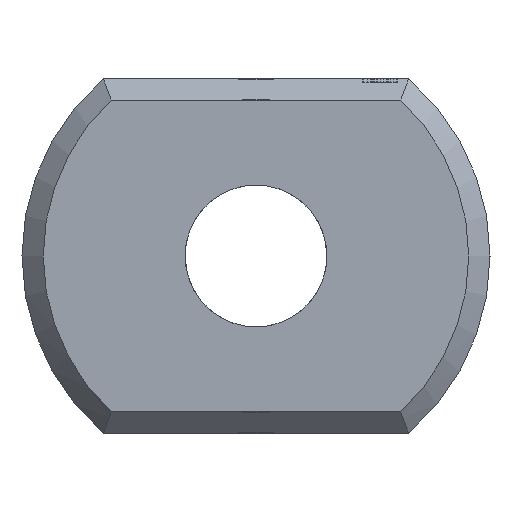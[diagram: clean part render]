
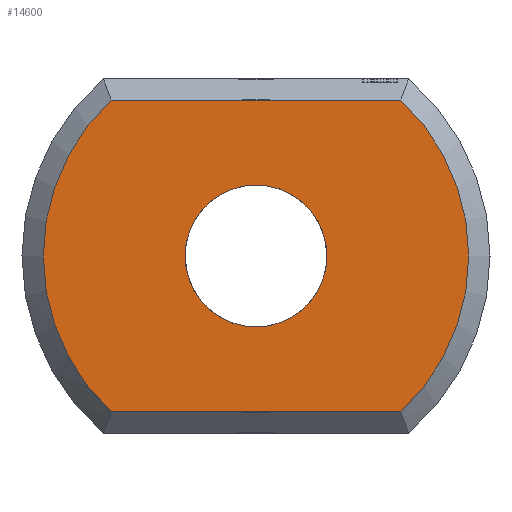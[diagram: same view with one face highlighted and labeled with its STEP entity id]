
A CAD part, left-side view. The second image highlights one B-rep face of the part: STEP entity #14600.
In plain terms, the highlighted planar face has unit normal (-1, 0, 0).
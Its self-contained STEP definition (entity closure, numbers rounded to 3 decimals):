
#3622 = VERTEX_POINT('',#3623);
#3623 = CARTESIAN_POINT('',(0.,-2.04,2.2));
#3632 = VERTEX_POINT('',#3633);
#3633 = CARTESIAN_POINT('',(0.,-2.04,-2.2));
#3640 = EDGE_CURVE('',#3622,#3632,#3641,.T.);
#3641 = CIRCLE('',#3642,3.);
#3642 = AXIS2_PLACEMENT_3D('',#3643,#3644,#3645);
#3643 = CARTESIAN_POINT('',(0.,0.,0.));
#3644 = DIRECTION('',(1.,0.,0.));
#3645 = DIRECTION('',(0.,-0.653,0.758)
  );
#4258 = VERTEX_POINT('',#4259);
#4259 = CARTESIAN_POINT('',(0.,2.04,2.2));
#4266 = EDGE_CURVE('',#3622,#4258,#4267,.T.);
#4267 = LINE('',#4268,#4269);
#4268 = CARTESIAN_POINT('',(0.,-2.154,2.2));
#4269 = VECTOR('',#4270,1.);
#4270 = DIRECTION('',(0.,1.,0.));
#14600 = ADVANCED_FACE('',(#14601,#14620),#14631,.F.);
#14601 = FACE_BOUND('',#14602,.F.);
#14602 = EDGE_LOOP('',(#14603,#14612,#14613,#14614));
#14603 = ORIENTED_EDGE('',*,*,#14604,.T.);
#14604 = EDGE_CURVE('',#14605,#4258,#14607,.T.);
#14605 = VERTEX_POINT('',#14606);
#14606 = CARTESIAN_POINT('',(0.,2.04,-2.2));
#14607 = CIRCLE('',#14608,3.);
#14608 = AXIS2_PLACEMENT_3D('',#14609,#14610,#14611);
#14609 = CARTESIAN_POINT('',(0.,0.,0.));
#14610 = DIRECTION('',(1.,0.,0.));
#14611 = DIRECTION('',(0.,0.653,-0.758)
  );
#14612 = ORIENTED_EDGE('',*,*,#4266,.F.);
#14613 = ORIENTED_EDGE('',*,*,#3640,.T.);
#14614 = ORIENTED_EDGE('',*,*,#14615,.T.);
#14615 = EDGE_CURVE('',#3632,#14605,#14616,.T.);
#14616 = LINE('',#14617,#14618);
#14617 = CARTESIAN_POINT('',(0.,-2.154,-2.2));
#14618 = VECTOR('',#14619,1.);
#14619 = DIRECTION('',(0.,1.,0.));
#14620 = FACE_BOUND('',#14621,.T.);
#14621 = EDGE_LOOP('',(#14622));
#14622 = ORIENTED_EDGE('',*,*,#14623,.T.);
#14623 = EDGE_CURVE('',#14624,#14624,#14626,.T.);
#14624 = VERTEX_POINT('',#14625);
#14625 = CARTESIAN_POINT('',(0.,1.,0.)
  );
#14626 = CIRCLE('',#14627,1.);
#14627 = AXIS2_PLACEMENT_3D('',#14628,#14629,#14630);
#14628 = CARTESIAN_POINT('',(0.,0.,0.));
#14629 = DIRECTION('',(1.,0.,0.));
#14630 = DIRECTION('',(0.,1.,0.));
#14631 = PLANE('',#14632);
#14632 = AXIS2_PLACEMENT_3D('',#14633,#14634,#14635);
#14633 = CARTESIAN_POINT('',(0.,0.,0.));
#14634 = DIRECTION('',(1.,0.,0.));
#14635 = DIRECTION('',(0.,0.,1.));
